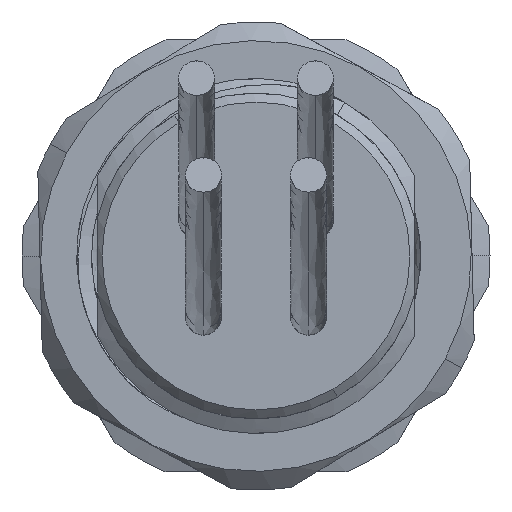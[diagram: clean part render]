
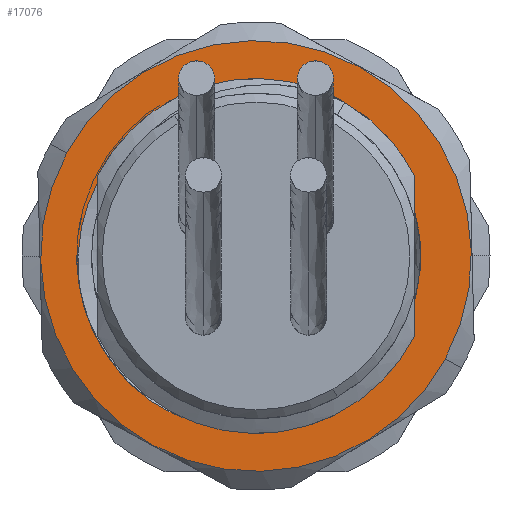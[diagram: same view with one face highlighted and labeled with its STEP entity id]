
A CAD part, front view. The second image highlights one B-rep face of the part: STEP entity #17076.
In plain terms, the highlighted planar face has unit normal (0, -1, 0).
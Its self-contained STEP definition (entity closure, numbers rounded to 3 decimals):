
#4346=CARTESIAN_POINT('',(0.,-13.2,0.));
#4347=DIRECTION('',(0.,1.,0.));
#4348=DIRECTION('',(-0.878,0.,0.478));
#4349=AXIS2_PLACEMENT_3D('',#4346,#4347,#4348);
#4351=CARTESIAN_POINT('',(0.,-13.2,0.));
#4352=DIRECTION('',(0.,1.,0.));
#4353=DIRECTION('',(0.878,0.,-0.478));
#4354=AXIS2_PLACEMENT_3D('',#4351,#4352,#4353);
#4356=CARTESIAN_POINT('',(-9.83,-13.2,-1.601));
#4357=CARTESIAN_POINT('',(-9.87,-13.2,-1.272));
#4358=CARTESIAN_POINT('',(-9.916,-13.2,-0.614));
#4359=CARTESIAN_POINT('',(-9.887,-13.2,0.374));
#4360=CARTESIAN_POINT('',(-9.76,-13.2,1.35));
#4361=CARTESIAN_POINT('',(-9.537,-13.2,2.305));
#4362=CARTESIAN_POINT('',(-9.22,-13.2,3.232));
#4363=CARTESIAN_POINT('',(-8.95,-13.2,3.822));
#4364=CARTESIAN_POINT('',(-8.8,-13.2,4.11));
#4366=CARTESIAN_POINT('',(-5.914,-13.2,-8.014));
#4367=CARTESIAN_POINT('',(-6.173,-13.2,-7.823));
#4368=CARTESIAN_POINT('',(-6.67,-13.2,-7.417));
#4369=CARTESIAN_POINT('',(-7.355,-13.2,-6.739));
#4370=CARTESIAN_POINT('',(-7.972,-13.2,-5.997));
#4371=CARTESIAN_POINT('',(-8.513,-13.2,-5.199));
#4372=CARTESIAN_POINT('',(-8.976,-13.2,-4.353));
#4373=CARTESIAN_POINT('',(-9.354,-13.2,-3.466));
#4374=CARTESIAN_POINT('',(-9.645,-13.2,-2.546));
#4375=CARTESIAN_POINT('',(-9.779,-13.2,-1.919));
#4376=CARTESIAN_POINT('',(-9.83,-13.2,-1.601));
#4378=CARTESIAN_POINT('',(8.871,-13.2,-2.243));
#4379=CARTESIAN_POINT('',(8.803,-13.2,-2.573));
#4380=CARTESIAN_POINT('',(8.632,-13.2,-3.223));
#4381=CARTESIAN_POINT('',(8.267,-13.2,-4.17));
#4382=CARTESIAN_POINT('',(7.799,-13.2,-5.074));
#4383=CARTESIAN_POINT('',(7.233,-13.2,-5.926));
#4384=CARTESIAN_POINT('',(6.574,-13.2,-6.712));
#4385=CARTESIAN_POINT('',(5.831,-13.2,-7.424));
#4386=CARTESIAN_POINT('',(5.012,-13.2,-8.054));
#4387=CARTESIAN_POINT('',(4.125,-13.2,-8.592));
#4388=CARTESIAN_POINT('',(3.182,-13.2,-9.032));
#4389=CARTESIAN_POINT('',(2.194,-13.2,-9.368));
#4390=CARTESIAN_POINT('',(1.17,-13.2,-9.595));
#4391=CARTESIAN_POINT('',(0.125,-13.2,-9.71));
#4392=CARTESIAN_POINT('',(-0.93,-13.2,-9.711));
#4393=CARTESIAN_POINT('',(-1.983,-13.2,-9.598));
#4394=CARTESIAN_POINT('',(-3.022,-13.2,-9.37));
#4395=CARTESIAN_POINT('',(-4.032,-13.2,-9.031));
#4396=CARTESIAN_POINT('',(-5.004,-13.2,-8.582));
#4397=CARTESIAN_POINT('',(-5.616,-13.2,-8.215));
#4398=CARTESIAN_POINT('',(-5.914,-13.2,-8.014));
#4400=CARTESIAN_POINT('',(0.,-13.2,0.));
#4401=DIRECTION('',(0.,-1.,0.));
#4402=DIRECTION('',(0.969,0.,-0.245));
#4403=AXIS2_PLACEMENT_3D('',#4400,#4401,#4402);
#4405=CARTESIAN_POINT('',(-8.8,-13.2,4.159));
#4406=CARTESIAN_POINT('',(-8.648,-13.2,4.448));
#4407=CARTESIAN_POINT('',(-8.318,-13.2,5.006));
#4408=CARTESIAN_POINT('',(-7.743,-13.2,5.787));
#4409=CARTESIAN_POINT('',(-7.093,-13.2,6.506));
#4410=CARTESIAN_POINT('',(-6.378,-13.2,7.153));
#4411=CARTESIAN_POINT('',(-5.604,-13.2,7.723));
#4412=CARTESIAN_POINT('',(-4.778,-13.2,8.211));
#4413=CARTESIAN_POINT('',(-3.912,-13.2,8.612));
#4414=CARTESIAN_POINT('',(-3.012,-13.2,8.923));
#4415=CARTESIAN_POINT('',(-2.087,-13.2,9.14));
#4416=CARTESIAN_POINT('',(-1.151,-13.2,9.262));
#4417=CARTESIAN_POINT('',(-0.206,-13.2,9.289));
#4418=CARTESIAN_POINT('',(0.728,-13.2,9.221));
#4419=CARTESIAN_POINT('',(1.652,-13.2,9.058));
#4420=CARTESIAN_POINT('',(2.249,-13.2,8.889));
#4421=CARTESIAN_POINT('',(2.544,-13.2,8.789));
#4668=DIRECTION('',(0.,0.,1.));
#4669=VECTOR('',#4668,0.049);
#4670=CARTESIAN_POINT('',(-8.8,-13.2,4.11));
#4671=LINE('',#4670,#4669);
#11581=CARTESIAN_POINT('',(-10.507,-13.2,5.726));
#11582=CARTESIAN_POINT('',(10.507,-13.2,-5.726));
#11583=VERTEX_POINT('',#11581);
#11584=VERTEX_POINT('',#11582);
#11593=VERTEX_POINT('',#4366);
#11594=VERTEX_POINT('',#4376);
#11595=VERTEX_POINT('',#4378);
#12197=VERTEX_POINT('',#4405);
#12198=VERTEX_POINT('',#4421);
#12226=CARTESIAN_POINT('',(-8.8,-13.2,4.11));
#12227=VERTEX_POINT('',#12226);
#17053=CARTESIAN_POINT('',(-9.57,-13.2,65.028));
#17054=DIRECTION('',(0.,1.,0.));
#17055=DIRECTION('',(-0.853,0.,-0.521));
#17056=AXIS2_PLACEMENT_3D('',#17053,#17054,#17055);
#17057=PLANE('',#17056);
#17058=ORIENTED_EDGE('',*,*,#14385,.T.);
#17059=ORIENTED_EDGE('',*,*,#14278,.T.);
#17060=EDGE_LOOP('',(#17058,#17059));
#17061=FACE_OUTER_BOUND('',#17060,.F.);
#17063=ORIENTED_EDGE('',*,*,#17062,.F.);
#17065=ORIENTED_EDGE('',*,*,#17064,.F.);
#17067=ORIENTED_EDGE('',*,*,#17066,.F.);
#17069=ORIENTED_EDGE('',*,*,#17068,.F.);
#17071=ORIENTED_EDGE('',*,*,#17070,.F.);
#17073=ORIENTED_EDGE('',*,*,#17072,.T.);
#17074=EDGE_LOOP('',(#17063,#17065,#17067,#17069,#17071,#17073));
#17075=FACE_BOUND('',#17074,.F.);
#4350=CIRCLE('',#4349,11.966);
#4355=CIRCLE('',#4354,11.966);
#4365=B_SPLINE_CURVE_WITH_KNOTS('',3,(#4356,#4357,#4358,#4359,#4360,#4361,#4362,
#4363,#4364),.UNSPECIFIED.,.F.,.F.,(4,1,1,1,1,1,4),(0.,0.167,
0.333,0.5,0.667,0.833,1.),
.UNSPECIFIED.);
#4377=B_SPLINE_CURVE_WITH_KNOTS('',3,(#4366,#4367,#4368,#4369,#4370,#4371,#4372,
#4373,#4374,#4375,#4376),.UNSPECIFIED.,.F.,.F.,(4,1,1,1,1,1,1,1,4),(0.,
0.125,0.25,0.375,0.5,0.625,0.75,0.875,1.),.UNSPECIFIED.);
#4399=B_SPLINE_CURVE_WITH_KNOTS('',3,(#4378,#4379,#4380,#4381,#4382,#4383,#4384,
#4385,#4386,#4387,#4388,#4389,#4390,#4391,#4392,#4393,#4394,#4395,#4396,#4397,
#4398),.UNSPECIFIED.,.F.,.F.,(4,1,1,1,1,1,1,1,1,1,1,1,1,1,1,1,1,1,4),(0.,
0.056,0.111,0.167,0.222,
0.278,0.333,0.389,0.444,0.5,
0.556,0.611,0.667,0.722,
0.778,0.833,0.889,0.944,1.),
.UNSPECIFIED.);
#4404=CIRCLE('',#4403,9.15);
#4422=B_SPLINE_CURVE_WITH_KNOTS('',3,(#4405,#4406,#4407,#4408,#4409,#4410,#4411,
#4412,#4413,#4414,#4415,#4416,#4417,#4418,#4419,#4420,#4421),.UNSPECIFIED.,.F.,
.F.,(4,1,1,1,1,1,1,1,1,1,1,1,1,1,4),(0.,0.071,0.143,
0.214,0.286,0.357,0.429,0.5,
0.571,0.643,0.714,0.786,
0.857,0.929,1.),.UNSPECIFIED.);
#14278=EDGE_CURVE('',#11584,#11583,#4355,.T.);
#14385=EDGE_CURVE('',#11583,#11584,#4350,.T.);
#17062=EDGE_CURVE('',#12197,#12198,#4422,.T.);
#17064=EDGE_CURVE('',#12227,#12197,#4671,.T.);
#17066=EDGE_CURVE('',#11594,#12227,#4365,.T.);
#17068=EDGE_CURVE('',#11593,#11594,#4377,.T.);
#17070=EDGE_CURVE('',#11595,#11593,#4399,.T.);
#17072=EDGE_CURVE('',#11595,#12198,#4404,.T.);
#17076=ADVANCED_FACE('',(#17061,#17075),#17057,.F.);
